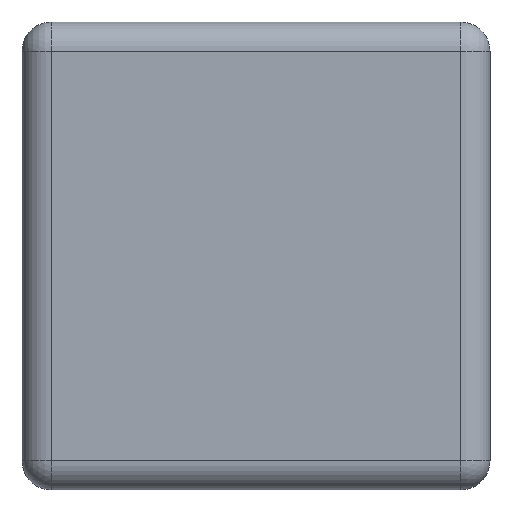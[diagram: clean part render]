
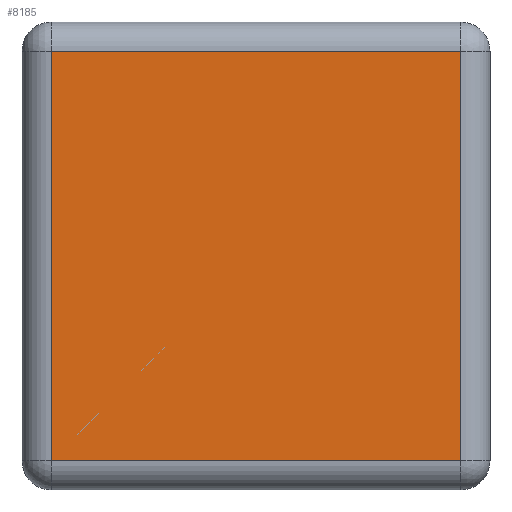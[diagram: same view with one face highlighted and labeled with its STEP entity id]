
A CAD part, left-side view. The second image highlights one B-rep face of the part: STEP entity #8185.
In plain terms, the highlighted planar face has unit normal (-1, 0, 0).
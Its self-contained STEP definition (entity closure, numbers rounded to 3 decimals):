
#309 = CARTESIAN_POINT ( 'NONE',  ( -0.8, -0.35, 0.35 ) ) ;
#423 = VERTEX_POINT ( 'NONE', #3721 ) ;
#1550 = VECTOR ( 'NONE', #6886, 1000. ) ;
#1573 = VECTOR ( 'NONE', #6825, 1000. ) ;
#1591 = VECTOR ( 'NONE', #6880, 1000. ) ;
#2372 = LINE ( 'NONE', #2373, #8514 ) ;
#2373 = CARTESIAN_POINT ( 'NONE',  ( -0.8, -0.35, 0.4 ) ) ;
#2374 = DIRECTION ( 'NONE',  ( 0., 0., 1. ) ) ;
#3721 = CARTESIAN_POINT ( 'NONE',  ( -0.8, 0.35, -0.35 ) ) ;
#4622 = VERTEX_POINT ( 'NONE', #309 ) ;
#4655 = VERTEX_POINT ( 'NONE', #6326 ) ;
#4661 = VERTEX_POINT ( 'NONE', #6301 ) ;
#5549 = ORIENTED_EDGE ( 'NONE', *, *, #6093, .T. ) ;
#5555 = ORIENTED_EDGE ( 'NONE', *, *, #6095, .T. ) ;
#5577 = ORIENTED_EDGE ( 'NONE', *, *, #6084, .T. ) ;
#5580 = ORIENTED_EDGE ( 'NONE', *, *, #6214, .T. ) ;
#6084 = EDGE_CURVE ( 'NONE', #423, #4655, #6823, .T. ) ;
#6093 = EDGE_CURVE ( 'NONE', #4661, #423, #6878, .T. ) ;
#6095 = EDGE_CURVE ( 'NONE', #4622, #4661, #6884, .T. ) ;
#6214 = EDGE_CURVE ( 'NONE', #4655, #4622, #2372, .T. ) ;
#6301 = CARTESIAN_POINT ( 'NONE',  ( -0.8, 0.35, 0.35 ) ) ;
#6326 = CARTESIAN_POINT ( 'NONE',  ( -0.8, -0.35, -0.35 ) ) ;
#6823 = LINE ( 'NONE', #6824, #1573 ) ;
#6824 = CARTESIAN_POINT ( 'NONE',  ( -0.8, 0.4, -0.35 ) ) ;
#6825 = DIRECTION ( 'NONE',  ( 0., -1., 0. ) ) ;
#6878 = LINE ( 'NONE', #6879, #1591 ) ;
#6879 = CARTESIAN_POINT ( 'NONE',  ( -0.8, 0.35, 0.4 ) ) ;
#6880 = DIRECTION ( 'NONE',  ( 0., 0., -1. ) ) ;
#6884 = LINE ( 'NONE', #6885, #1550 ) ;
#6885 = CARTESIAN_POINT ( 'NONE',  ( -0.8, 0.4, 0.35 ) ) ;
#6886 = DIRECTION ( 'NONE',  ( 0., 1., 0. ) ) ;
#7206 = EDGE_LOOP ( 'NONE', ( #5549, #5577, #5580, #5555 ) ) ;
#7767 = PLANE ( 'NONE',  #8621 ) ;
#7768 = CARTESIAN_POINT ( 'NONE',  ( -0.8, 0.4, 0.4 ) ) ;
#7769 = DIRECTION ( 'NONE',  ( 1., 0., 0. ) ) ;
#7770 = DIRECTION ( 'NONE',  ( 0., 0., -1. ) ) ;
#8185 = ADVANCED_FACE ( 'NONE', ( #8575 ), #7767, .F. ) ;
#8514 = VECTOR ( 'NONE', #2374, 1000. ) ;
#8575 = FACE_OUTER_BOUND ( 'NONE', #7206, .T. ) ;
#8621 = AXIS2_PLACEMENT_3D ( 'NONE', #7768, #7769, #7770 ) ;
